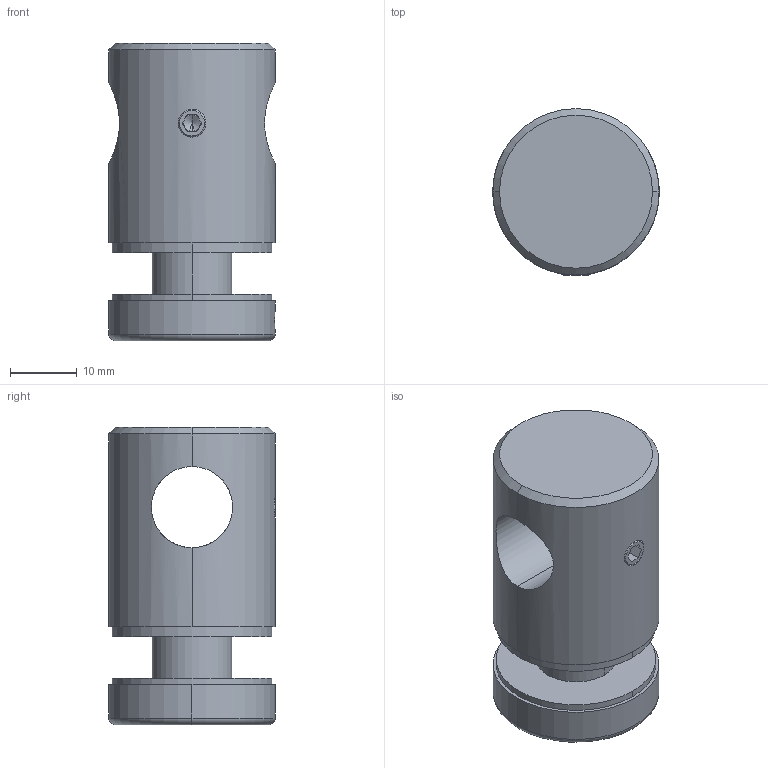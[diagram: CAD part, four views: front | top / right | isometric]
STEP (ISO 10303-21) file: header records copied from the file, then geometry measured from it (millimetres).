
FILE_DESCRIPTION (( 'STEP AP203' ), '1' );
FILE_NAME ('60184-240-12.step', '2020-10-14T11:57:05', ( '' ), ( '' ), 'SwSTEP 2.0', 'SolidWorks 2018', '' );
FILE_SCHEMA (( 'CONFIG_CONTROL_DESIGN' ));
Length unit declared in the file: millimetre
Products named in the file (12): 60184-240 Teil4_60184-240-12 Teil4; 60184-240 Teil1_60184-240-12 Teil1; 60184-240 Teil3; 60184-240-12; DIN913; 60184-240 Teil2_60184-240-12 Teil2; 60184-240 Teil4; 60184-240 Teil3_60184-240-12 Teil3; 60184-240 Teil1; 60184-240 Teil2; DIN913_DIN 913 M5x6
Assembly tree (6 placements, depth 2):
  60184-240 Teil3
  60184-240-12
    DIN913
  60184-240-12
    60184-240 Teil1_60184-240-12 Teil1
    60184-240 Teil2_60184-240-12 Teil2
    60184-240 Teil3_60184-240-12 Teil3
    60184-240 Teil4_60184-240-12 Teil4
    DIN913_DIN 913 M5x6
  60184-240 Teil4
  60184-240 Teil1
Bounding box: 25 x 25 x 44.7 mm (x, y, z)
Volume: 16538.4 mm3; surface area: 8619.2 mm2
Topology: 5 solids, 5 shells, 321 faces, 814 edges, 533 vertices
Faces by surface type: plane 171, bspline 104, cylinder 28, cone 14, torus 4
Entity records: 18316 total; most frequent: CARTESIAN_POINT 10130, ORIENTED_EDGE 1622, DIRECTION 1121, EDGE_CURVE 811, VERTEX_POINT 531, VECTOR 519, LINE 519, EDGE_LOOP 362
